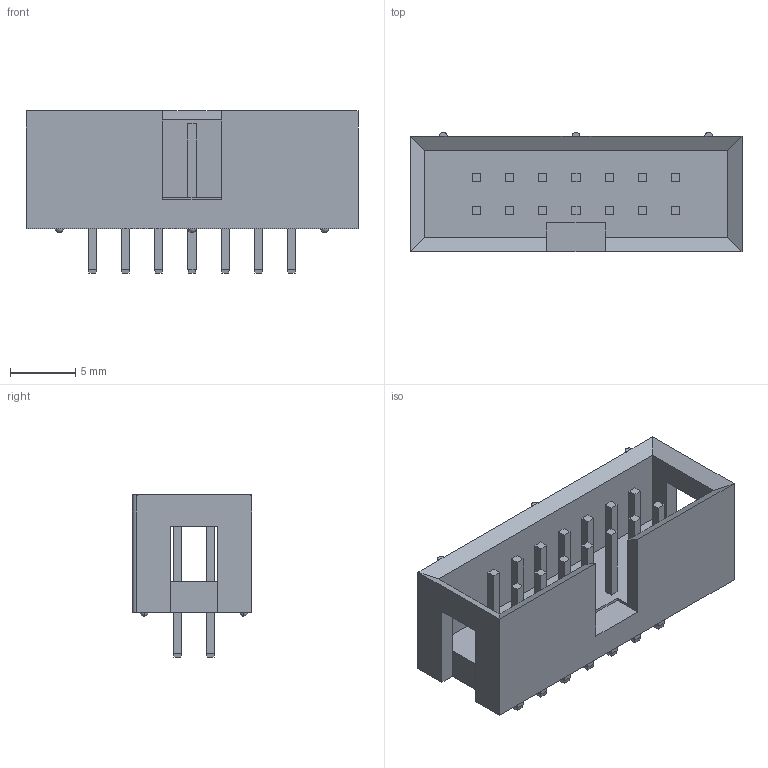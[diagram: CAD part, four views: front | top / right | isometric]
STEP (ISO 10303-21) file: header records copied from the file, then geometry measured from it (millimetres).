
FILE_DESCRIPTION (( 'STEP AP214' ), '1' );
FILE_NAME ('User Library-IDC-14M.STEP', '2012-04-02T10:48:42', ( 'Solidworks' ), ( 'Solidworks' ), 'SwSTEP 2.0', 'SolidWorks 2012', '' );
FILE_SCHEMA (( 'AUTOMOTIVE_DESIGN' ));
Length unit declared in the file: millimetre
Products named in the file (3): User Library-IDC-14M_IDC_pin___ _________; User Library-IDC-14M_IDC-14M_Body___ _________; User Library-IDC-14M
Assembly tree (15 placements, depth 2):
  User Library-IDC-14M
    User Library-IDC-14M_IDC-14M_Body___ _________
    User Library-IDC-14M_IDC_pin___ _________  x14
Bounding box: 25.38 x 9.1 x 12.4 mm (x, y, z)
Volume: 948.7 mm3; surface area: 1857.9 mm2
Topology: 15 solids, 15 shells, 245 faces, 595 edges, 370 vertices
Faces by surface type: plane 230, sphere 12, cylinder 3
Entity records: 3825 total; most frequent: CARTESIAN_POINT 646, ORIENTED_EDGE 622, DIRECTION 607, EDGE_CURVE 311, VECTOR 281, LINE 281, VERTEX_POINT 202, AXIS2_PLACEMENT_3D 163
